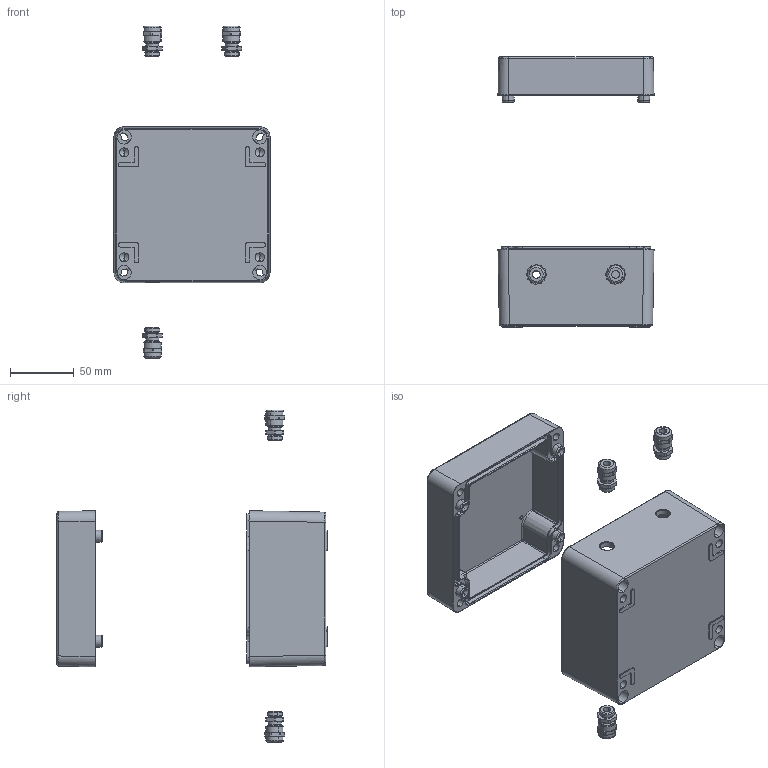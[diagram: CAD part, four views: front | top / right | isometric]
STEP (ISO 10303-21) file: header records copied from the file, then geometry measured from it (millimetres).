
FILE_DESCRIPTION (( 'STEP AP214' ), '1' );
FILE_NAME ('51060 Gehäuse (CT Ex-Schutzlösung) RevA.STEP', '2015-12-01T15:59:33', ( '' ), ( '' ), 'SwSTEP 2.0', 'SolidWorks 2015', '' );
FILE_SCHEMA (( 'AUTOMOTIVE_DESIGN' ));
Length unit declared in the file: millimetre
Products named in the file (9): 51060-2 Deckel (CT Ex Schutzlösung); 51060-1 Schale (CT Ex-Schutzlösung); 51060 Gehäuse (CT Ex-Schutzlösung) RevA; 64101 Kabelverschraubung-M12x1_5
Assembly tree (5 placements, depth 2):
  51060-2 Deckel (CT Ex Schutzlösung)
  51060-1 Schale (CT Ex-Schutzlösung)
  51060 Gehäuse (CT Ex-Schutzlösung) RevA
    51060-1 Schale (CT Ex-Schutzlösung)
    51060-2 Deckel (CT Ex Schutzlösung)
    64101 Kabelverschraubung-M12x1_5  x3
  64101 Kabelverschraubung-M12x1_5
  64101 Kabelverschraubung-M12x1_5
Bounding box: 121.99 x 211.1 x 259.55 mm (x, y, z)
Volume: 363853.2 mm3; surface area: 163982.4 mm2
Topology: 5 solids, 5 shells, 775 faces, 1920 edges, 1170 vertices
Faces by surface type: cylinder 322, plane 253, cone 88, torus 63, bspline 47, sphere 2
Entity records: 25941 total; most frequent: CARTESIAN_POINT 9651, DIRECTION 3397, ORIENTED_EDGE 3272, EDGE_CURVE 1636, AXIS2_PLACEMENT_3D 1281, VERTEX_POINT 1010, LINE 835, VECTOR 835
